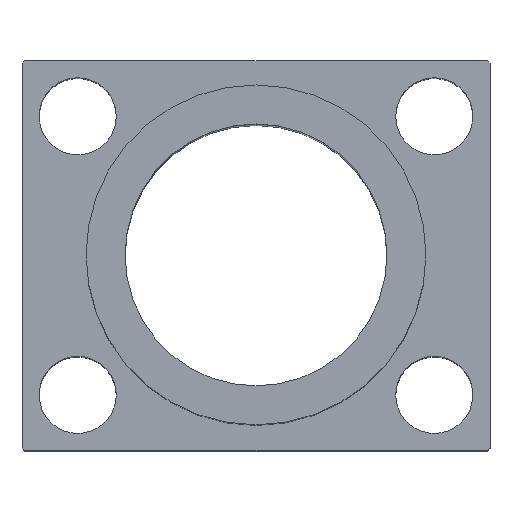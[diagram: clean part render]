
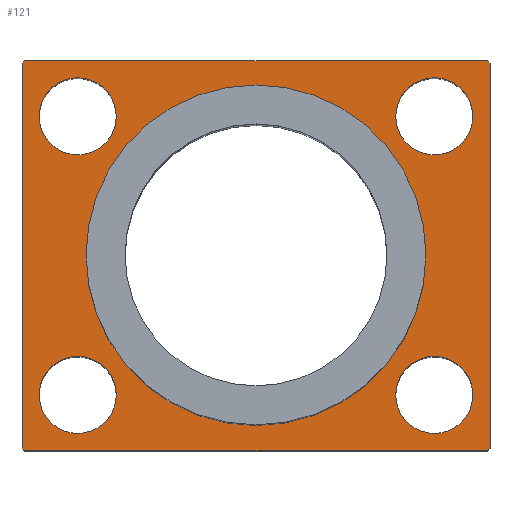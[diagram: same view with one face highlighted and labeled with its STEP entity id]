
A CAD part, top view. The second image highlights one B-rep face of the part: STEP entity #121.
In plain terms, the highlighted planar face has unit normal (0, 0, 1).
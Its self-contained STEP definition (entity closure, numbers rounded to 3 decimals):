
#121 = ADVANCED_FACE( '', ( #266, #267, #268, #269, #270, #271 ), #272, .T. );
#266 = FACE_BOUND( '', #407, .T. );
#267 = FACE_BOUND( '', #408, .T. );
#268 = FACE_OUTER_BOUND( '', #409, .T. );
#269 = FACE_BOUND( '', #410, .T. );
#270 = FACE_BOUND( '', #411, .T. );
#271 = FACE_BOUND( '', #412, .T. );
#272 = PLANE( '', #413 );
#407 = EDGE_LOOP( '', ( #637 ) );
#408 = EDGE_LOOP( '', ( #638 ) );
#409 = EDGE_LOOP( '', ( #639, #640, #641, #642, #643, #644, #645, #646 ) );
#410 = EDGE_LOOP( '', ( #647 ) );
#411 = EDGE_LOOP( '', ( #648 ) );
#412 = EDGE_LOOP( '', ( #649 ) );
#413 = AXIS2_PLACEMENT_3D( '', #650, #651, #652 );
#637 = ORIENTED_EDGE( '', *, *, #664, .F. );
#638 = ORIENTED_EDGE( '', *, *, #717, .F. );
#639 = ORIENTED_EDGE( '', *, *, #674, .T. );
#640 = ORIENTED_EDGE( '', *, *, #706, .T. );
#641 = ORIENTED_EDGE( '', *, *, #727, .T. );
#642 = ORIENTED_EDGE( '', *, *, #669, .T. );
#643 = ORIENTED_EDGE( '', *, *, #699, .T. );
#644 = ORIENTED_EDGE( '', *, *, #730, .T. );
#645 = ORIENTED_EDGE( '', *, *, #733, .T. );
#646 = ORIENTED_EDGE( '', *, *, #692, .T. );
#647 = ORIENTED_EDGE( '', *, *, #654, .T. );
#648 = ORIENTED_EDGE( '', *, *, #735, .F. );
#649 = ORIENTED_EDGE( '', *, *, #683, .F. );
#650 = CARTESIAN_POINT( '', ( 0., 0., 82. ) );
#651 = DIRECTION( '', ( 0., 0., 1. ) );
#652 = DIRECTION( '', ( 1., 0., 0. ) );
#654 = EDGE_CURVE( '', #740, #740, #741, .F. );
#664 = EDGE_CURVE( '', #757, #757, #758, .T. );
#669 = EDGE_CURVE( '', #767, #765, #768, .T. );
#674 = EDGE_CURVE( '', #776, #774, #777, .T. );
#683 = EDGE_CURVE( '', #789, #789, #790, .T. );
#692 = EDGE_CURVE( '', #804, #776, #805, .T. );
#699 = EDGE_CURVE( '', #765, #813, #815, .T. );
#706 = EDGE_CURVE( '', #774, #824, #826, .T. );
#717 = EDGE_CURVE( '', #841, #841, #842, .T. );
#727 = EDGE_CURVE( '', #824, #767, #855, .T. );
#730 = EDGE_CURVE( '', #813, #857, #859, .T. );
#733 = EDGE_CURVE( '', #857, #804, #862, .T. );
#735 = EDGE_CURVE( '', #864, #864, #865, .T. );
#740 = VERTEX_POINT( '', #871 );
#741 = CIRCLE( '', #872, 30.5 );
#757 = VERTEX_POINT( '', #943 );
#758 = CIRCLE( '', #944, 6.918 );
#765 = VERTEX_POINT( '', #952 );
#767 = VERTEX_POINT( '', #955 );
#768 = LINE( '', #956, #957 );
#774 = VERTEX_POINT( '', #965 );
#776 = VERTEX_POINT( '', #968 );
#777 = LINE( '', #969, #970 );
#789 = VERTEX_POINT( '', #983 );
#790 = CIRCLE( '', #984, 6.918 );
#804 = VERTEX_POINT( '', #999 );
#805 = LINE( '', #1000, #1001 );
#813 = VERTEX_POINT( '', #1011 );
#815 = LINE( '', #1014, #1015 );
#824 = VERTEX_POINT( '', #1025 );
#826 = LINE( '', #1028, #1029 );
#841 = VERTEX_POINT( '', #1044 );
#842 = CIRCLE( '', #1045, 6.918 );
#855 = LINE( '', #1061, #1062 );
#857 = VERTEX_POINT( '', #1064 );
#859 = LINE( '', #1067, #1068 );
#862 = LINE( '', #1071, #1072 );
#864 = VERTEX_POINT( '', #1074 );
#865 = CIRCLE( '', #1075, 6.918 );
#871 = CARTESIAN_POINT( '', ( 30.5, 35., 82. ) );
#872 = AXIS2_PLACEMENT_3D( '', #1080, #1081, #1082 );
#943 = CARTESIAN_POINT( '', ( 38.918, 60., 82. ) );
#944 = AXIS2_PLACEMENT_3D( '', #1098, #1099, #1100 );
#952 = CARTESIAN_POINT( '', ( 41.5, 0., 82. ) );
#955 = CARTESIAN_POINT( '', ( -41.5, 0., 82. ) );
#956 = CARTESIAN_POINT( '', ( -41.5, 0., 82. ) );
#957 = VECTOR( '', #1106, 1000. );
#965 = CARTESIAN_POINT( '', ( -42., 69.5, 82. ) );
#968 = CARTESIAN_POINT( '', ( -41.5, 70., 82. ) );
#969 = CARTESIAN_POINT( '', ( -41.5, 70., 82. ) );
#970 = VECTOR( '', #1110, 1000. );
#983 = CARTESIAN_POINT( '', ( -25.083, 60., 82. ) );
#984 = AXIS2_PLACEMENT_3D( '', #1121, #1122, #1123 );
#999 = CARTESIAN_POINT( '', ( 41.5, 70., 82. ) );
#1000 = CARTESIAN_POINT( '', ( 41.5, 70., 82. ) );
#1001 = VECTOR( '', #1137, 1000. );
#1011 = CARTESIAN_POINT( '', ( 42., 0.5, 82. ) );
#1014 = CARTESIAN_POINT( '', ( 41.5, 0., 82. ) );
#1015 = VECTOR( '', #1144, 1000. );
#1025 = CARTESIAN_POINT( '', ( -42., 0.5, 82. ) );
#1028 = CARTESIAN_POINT( '', ( -42., 69.5, 82. ) );
#1029 = VECTOR( '', #1153, 1000. );
#1044 = CARTESIAN_POINT( '', ( 38.918, 10., 82. ) );
#1045 = AXIS2_PLACEMENT_3D( '', #1166, #1167, #1168 );
#1061 = CARTESIAN_POINT( '', ( -42., 0.5, 82. ) );
#1062 = VECTOR( '', #1178, 1000. );
#1064 = CARTESIAN_POINT( '', ( 42., 69.5, 82. ) );
#1067 = CARTESIAN_POINT( '', ( 42., 0.5, 82. ) );
#1068 = VECTOR( '', #1180, 1000. );
#1071 = CARTESIAN_POINT( '', ( 42., 69.5, 82. ) );
#1072 = VECTOR( '', #1181, 1000. );
#1074 = CARTESIAN_POINT( '', ( -25.083, 10., 82. ) );
#1075 = AXIS2_PLACEMENT_3D( '', #1182, #1183, #1184 );
#1080 = CARTESIAN_POINT( '', ( 0., 35., 82. ) );
#1081 = DIRECTION( '', ( 0., 0., 1. ) );
#1082 = DIRECTION( '', ( 1., 0., 0. ) );
#1098 = CARTESIAN_POINT( '', ( 32., 60., 82. ) );
#1099 = DIRECTION( '', ( 0., 0., 1. ) );
#1100 = DIRECTION( '', ( 1., 0., 0. ) );
#1106 = DIRECTION( '', ( 1., 0., 0. ) );
#1110 = DIRECTION( '', ( -0.707, -0.707, 0. ) );
#1121 = CARTESIAN_POINT( '', ( -32., 60., 82. ) );
#1122 = DIRECTION( '', ( 0., 0., 1. ) );
#1123 = DIRECTION( '', ( 1., 0., 0. ) );
#1137 = DIRECTION( '', ( -1., 0., 0. ) );
#1144 = DIRECTION( '', ( 0.707, 0.707, 0. ) );
#1153 = DIRECTION( '', ( 0., -1., 0. ) );
#1166 = CARTESIAN_POINT( '', ( 32., 10., 82. ) );
#1167 = DIRECTION( '', ( 0., 0., 1. ) );
#1168 = DIRECTION( '', ( 1., 0., 0. ) );
#1178 = DIRECTION( '', ( 0.707, -0.707, 0. ) );
#1180 = DIRECTION( '', ( 0., 1., 0. ) );
#1181 = DIRECTION( '', ( -0.707, 0.707, 0. ) );
#1182 = CARTESIAN_POINT( '', ( -32., 10., 82. ) );
#1183 = DIRECTION( '', ( 0., 0., 1. ) );
#1184 = DIRECTION( '', ( 1., 0., 0. ) );
